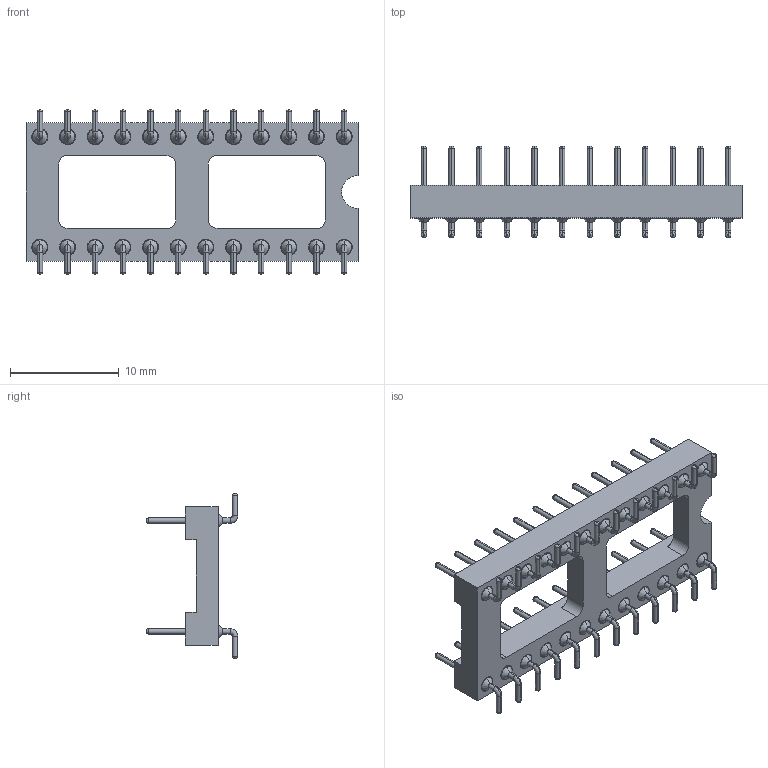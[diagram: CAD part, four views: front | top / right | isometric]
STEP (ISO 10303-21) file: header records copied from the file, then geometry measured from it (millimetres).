
FILE_DESCRIPTION( ('This file contains a STEP AP42 implementation' ,'as created by ZW3D STEP Interface translator.') ,'2;1' );
FILE_NAME( '3560-30324MXX102X1.stp' ,'231221. 85344', (''), ('ZWCAD Software Co.'), 'Version 1.0', 'ZW3D to STEP translator', '' );
FILE_SCHEMA(('AUTOMOTIVE_DESIGN { 1 0 10303 214 1 1 1 1 }'));
Length unit declared in the file: millimetre
Products named in the file (2): 0; 3560-30324MXX102X1
Bounding box: 30.48 x 8.4 x 15.14 mm (x, y, z)
Volume: 688.6 mm3; surface area: 1861.2 mm2
Topology: 1 solids, 25 shells, 939 faces, 2049 edges, 1158 vertices
Faces by surface type: bspline 672, plane 161, cone 96, cylinder 10
Entity records: 60903 total; most frequent: CARTESIAN_POINT 46876, ORIENTED_EDGE 3906, EDGE_CURVE 1953, B_SPLINE_CURVE_WITH_KNOTS 1809, VERTEX_POINT 1158, EDGE_LOOP 1085, FACE_OUTER_BOUND 939, ADVANCED_FACE 939
